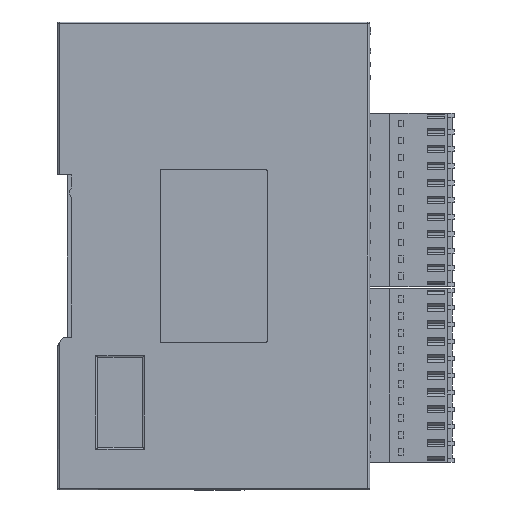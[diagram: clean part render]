
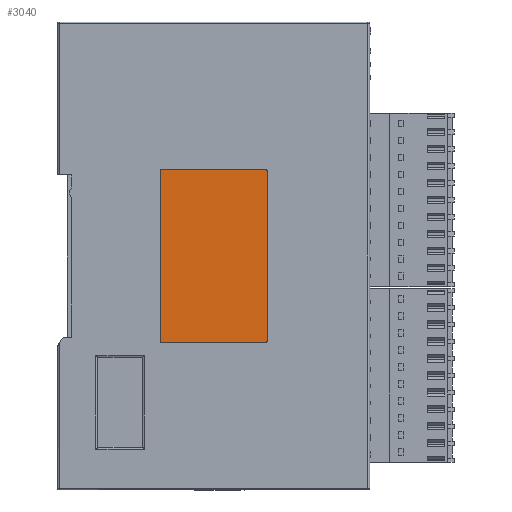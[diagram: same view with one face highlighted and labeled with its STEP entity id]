
A CAD part, left-side view. The second image highlights one B-rep face of the part: STEP entity #3040.
In plain terms, the highlighted planar face has unit normal (-1, 0, 0).
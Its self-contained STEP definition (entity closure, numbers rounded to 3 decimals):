
#335=(
BOUNDED_CURVE()
B_SPLINE_CURVE(2,(#62591,#62592,#62593),.UNSPECIFIED.,.F.,.F.)
B_SPLINE_CURVE_WITH_KNOTS((3,3),(0.,1.),.UNSPECIFIED.)
CURVE()
GEOMETRIC_REPRESENTATION_ITEM()
RATIONAL_B_SPLINE_CURVE((1.,0.707,1.))
REPRESENTATION_ITEM('')
);
#337=(
BOUNDED_CURVE()
B_SPLINE_CURVE(2,(#62605,#62606,#62607),.UNSPECIFIED.,.F.,.F.)
B_SPLINE_CURVE_WITH_KNOTS((3,3),(0.,1.),.UNSPECIFIED.)
CURVE()
GEOMETRIC_REPRESENTATION_ITEM()
RATIONAL_B_SPLINE_CURVE((1.,0.707,1.))
REPRESENTATION_ITEM('')
);
#339=(
BOUNDED_CURVE()
B_SPLINE_CURVE(2,(#62625,#62626,#62627),.UNSPECIFIED.,.F.,.F.)
B_SPLINE_CURVE_WITH_KNOTS((3,3),(0.,1.),.UNSPECIFIED.)
CURVE()
GEOMETRIC_REPRESENTATION_ITEM()
RATIONAL_B_SPLINE_CURVE((1.,0.707,1.))
REPRESENTATION_ITEM('')
);
#341=(
BOUNDED_CURVE()
B_SPLINE_CURVE(2,(#62637,#62638,#62639),.UNSPECIFIED.,.F.,.F.)
B_SPLINE_CURVE_WITH_KNOTS((3,3),(0.,1.),.UNSPECIFIED.)
CURVE()
GEOMETRIC_REPRESENTATION_ITEM()
RATIONAL_B_SPLINE_CURVE((1.,0.707,1.))
REPRESENTATION_ITEM('')
);
#3040=ADVANCED_FACE('',(#5293),#36152,.T.);
#5293=FACE_OUTER_BOUND('',#7707,.T.);
#7707=EDGE_LOOP('',(#18885,#18886,#18887,#18888,#18889,#18890,#18891,#18892));
#18885=ORIENTED_EDGE('',*,*,#24330,.F.);
#18886=ORIENTED_EDGE('',*,*,#24317,.F.);
#18887=ORIENTED_EDGE('',*,*,#24310,.F.);
#18888=ORIENTED_EDGE('',*,*,#24311,.F.);
#18889=ORIENTED_EDGE('',*,*,#24316,.F.);
#18890=ORIENTED_EDGE('',*,*,#24320,.F.);
#18891=ORIENTED_EDGE('',*,*,#24325,.F.);
#18892=ORIENTED_EDGE('',*,*,#24326,.F.);
#24310=EDGE_CURVE('',#33851,#33848,#335,.T.);
#24311=EDGE_CURVE('',#33852,#33851,#29794,.T.);
#24316=EDGE_CURVE('',#33855,#33852,#337,.T.);
#24317=EDGE_CURVE('',#33848,#33856,#29798,.T.);
#24320=EDGE_CURVE('',#33858,#33855,#29801,.T.);
#24325=EDGE_CURVE('',#33861,#33858,#339,.T.);
#24326=EDGE_CURVE('',#33862,#33861,#29805,.T.);
#24330=EDGE_CURVE('',#33856,#33862,#341,.T.);
#29794=B_SPLINE_CURVE_WITH_KNOTS('',1,(#62594,#62595),.UNSPECIFIED.,.F.,
 .F.,(2,2),(0.,23.),.UNSPECIFIED.);
#29798=B_SPLINE_CURVE_WITH_KNOTS('',1,(#62608,#62609),.UNSPECIFIED.,.F.,
 .F.,(2,2),(0.,38.),.UNSPECIFIED.);
#29801=B_SPLINE_CURVE_WITH_KNOTS('',1,(#62614,#62615),.UNSPECIFIED.,.F.,
 .F.,(2,2),(0.,38.),.UNSPECIFIED.);
#29805=B_SPLINE_CURVE_WITH_KNOTS('',1,(#62628,#62629),.UNSPECIFIED.,.F.,
 .F.,(2,2),(0.,23.),.UNSPECIFIED.);
#33848=VERTEX_POINT('',#55005);
#33851=VERTEX_POINT('',#55008);
#33852=VERTEX_POINT('',#55009);
#33855=VERTEX_POINT('',#55012);
#33856=VERTEX_POINT('',#55013);
#33858=VERTEX_POINT('',#55015);
#33861=VERTEX_POINT('',#55018);
#33862=VERTEX_POINT('',#55019);
#36152=PLANE('',#38467);
#38467=AXIS2_PLACEMENT_3D('',#52869,#40525,$);
#40525=DIRECTION('',(-1.,0.,0.));
#52869=CARTESIAN_POINT('',(-345.703,-71.468,212.686));
#55005=CARTESIAN_POINT('',(-345.703,-97.88,255.098));
#55008=CARTESIAN_POINT('',(-345.703,-97.38,255.598));
#55009=CARTESIAN_POINT('',(-345.703,-74.38,255.598));
#55012=CARTESIAN_POINT('',(-345.703,-73.88,255.098));
#55013=CARTESIAN_POINT('',(-345.703,-97.88,217.098));
#55015=CARTESIAN_POINT('',(-345.703,-73.88,217.098));
#55018=CARTESIAN_POINT('',(-345.703,-74.38,216.598));
#55019=CARTESIAN_POINT('',(-345.703,-97.38,216.598));
#62591=CARTESIAN_POINT('',(-345.703,-97.38,255.598));
#62592=CARTESIAN_POINT('',(-345.703,-97.88,255.598));
#62593=CARTESIAN_POINT('',(-345.703,-97.88,255.098));
#62594=CARTESIAN_POINT('',(-345.703,-74.38,255.598));
#62595=CARTESIAN_POINT('',(-345.703,-97.38,255.598));
#62605=CARTESIAN_POINT('',(-345.703,-73.88,255.098));
#62606=CARTESIAN_POINT('',(-345.703,-73.88,255.598));
#62607=CARTESIAN_POINT('',(-345.703,-74.38,255.598));
#62608=CARTESIAN_POINT('',(-345.703,-97.88,255.098));
#62609=CARTESIAN_POINT('',(-345.703,-97.88,217.098));
#62614=CARTESIAN_POINT('',(-345.703,-73.88,217.098));
#62615=CARTESIAN_POINT('',(-345.703,-73.88,255.098));
#62625=CARTESIAN_POINT('',(-345.703,-74.38,216.598));
#62626=CARTESIAN_POINT('',(-345.703,-73.88,216.598));
#62627=CARTESIAN_POINT('',(-345.703,-73.88,217.098));
#62628=CARTESIAN_POINT('',(-345.703,-97.38,216.598));
#62629=CARTESIAN_POINT('',(-345.703,-74.38,216.598));
#62637=CARTESIAN_POINT('',(-345.703,-97.88,217.098));
#62638=CARTESIAN_POINT('',(-345.703,-97.88,216.598));
#62639=CARTESIAN_POINT('',(-345.703,-97.38,216.598));
